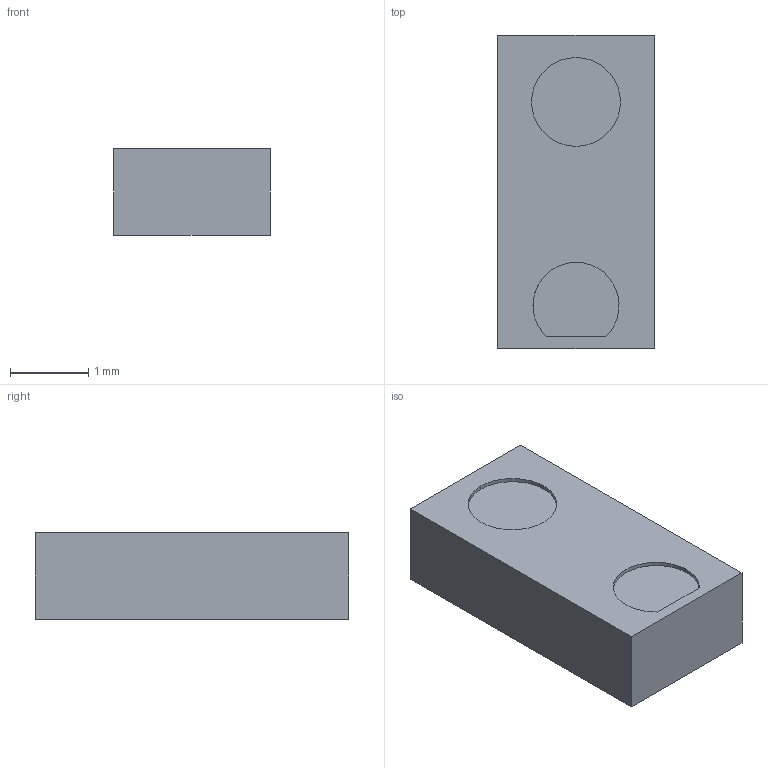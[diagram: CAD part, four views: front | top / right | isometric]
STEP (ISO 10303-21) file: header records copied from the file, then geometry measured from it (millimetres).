
FILE_DESCRIPTION((''),'2;1');
FILE_NAME('4020_01','2015-03-20T',('Mike'),(''),'PRO/ENGINEER BY PARAMETRIC TECHNOLOGY CORPORATION, 2009440','PRO/ENGINEER BY PARAMETRIC TECHNOLOGY CORPORATION, 2009440','');
FILE_SCHEMA(('CONFIG_CONTROL_DESIGN'));
Length unit declared in the file: millimetre
Products named in the file (1): 4020_01
Bounding box: 2 x 4 x 1.1 mm (x, y, z)
Volume: 8.7 mm3; surface area: 29.5 mm2
Topology: 1 solids, 1 shells, 12 faces, 95 edges, 87 vertices
Faces by surface type: plane 9, cylinder 3
Entity records: 820 total; most frequent: DIRECTION 140, CARTESIAN_POINT 128, VECTOR 78, LINE 78, TRIMMED_CURVE 68, COMPOSITE_CURVE_SEGMENT 68, ORIENTED_EDGE 54, AXIS2_PLACEMENT_3D 31
